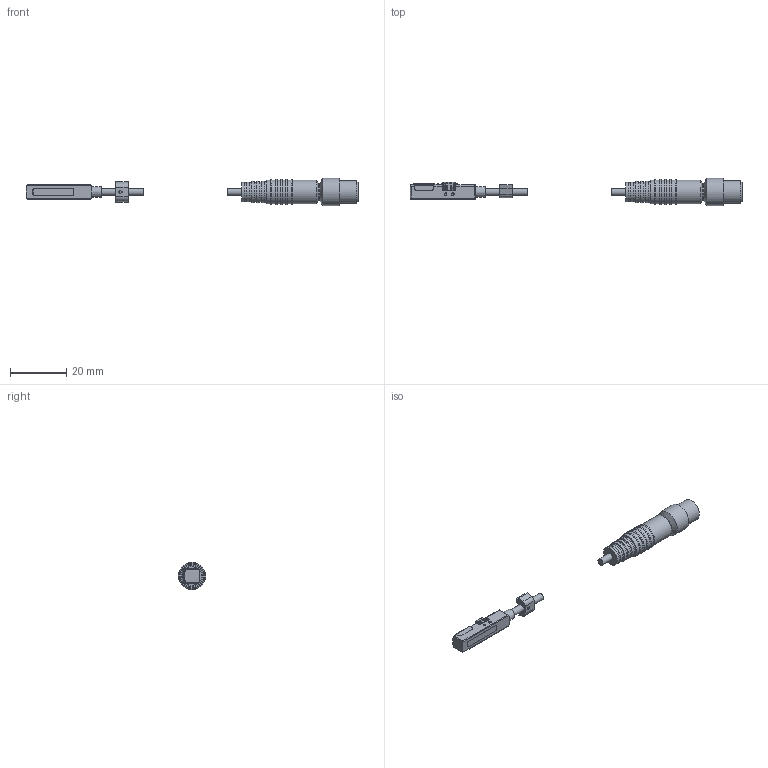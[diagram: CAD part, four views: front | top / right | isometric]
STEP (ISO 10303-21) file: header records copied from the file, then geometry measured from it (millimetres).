
FILE_DESCRIPTION( ( 'STEP AP203' ), '1' );
FILE_NAME( 'BALLUFF BMF 235K-PS-C-2A-SA2-S49-00,3.stp', '2021-07-09T06:26:01', ( 'License CC BY-ND 4.0' ), ( 'CADENAS' ), ' ', 'PARTsolutions', ' ' );
FILE_SCHEMA( ( 'CONFIG_CONTROL_DESIGN' ) );
Length unit declared in the file: millimetre
Products named in the file (4): BALLUFF BMF 235K-PS-C-2A-SA2-S49-00,3; _BALLUFF BMF 235K-PS-C-2A-SA2-S49-00,31BMF00C4; _BALLUFF BMF 235K-PS-C-2A-SA2-S49-00,32; _BALLUFF BMF 235K-PS-C-2A-SA2-S49-00,33
Assembly tree (3 placements, depth 2):
  BALLUFF BMF 235K-PS-C-2A-SA2-S49-00,3
    _BALLUFF BMF 235K-PS-C-2A-SA2-S49-00,31BMF00C4
    _BALLUFF BMF 235K-PS-C-2A-SA2-S49-00,32
    _BALLUFF BMF 235K-PS-C-2A-SA2-S49-00,33
Bounding box: 118.49 x 9.7 x 9.7 mm (x, y, z)
Volume: 2926.4 mm3; surface area: 2704.8 mm2
Topology: 3 solids, 3 shells, 334 faces, 836 edges, 554 vertices
Faces by surface type: plane 163, cylinder 114, cone 44, torus 9, sphere 4
Full cylindrical faces by diameter (mm): 1 x7, 1.5 x1, 2.5 x2, 5.8 x1, 6 x1, 6.5 x3, 7 x3, 7.2 x1, 7.5 x2, 7.8 x1, 8 x1, 8.5 x6, 9 x5, 9.7 x1
Entity records: 10269 total; most frequent: CARTESIAN_POINT 2334, DIRECTION 1620, ORIENTED_EDGE 1556, EDGE_CURVE 778, AXIS2_PLACEMENT_3D 631, VERTEX_POINT 547, EDGE_LOOP 428, FACE_OUTER_BOUND 375
